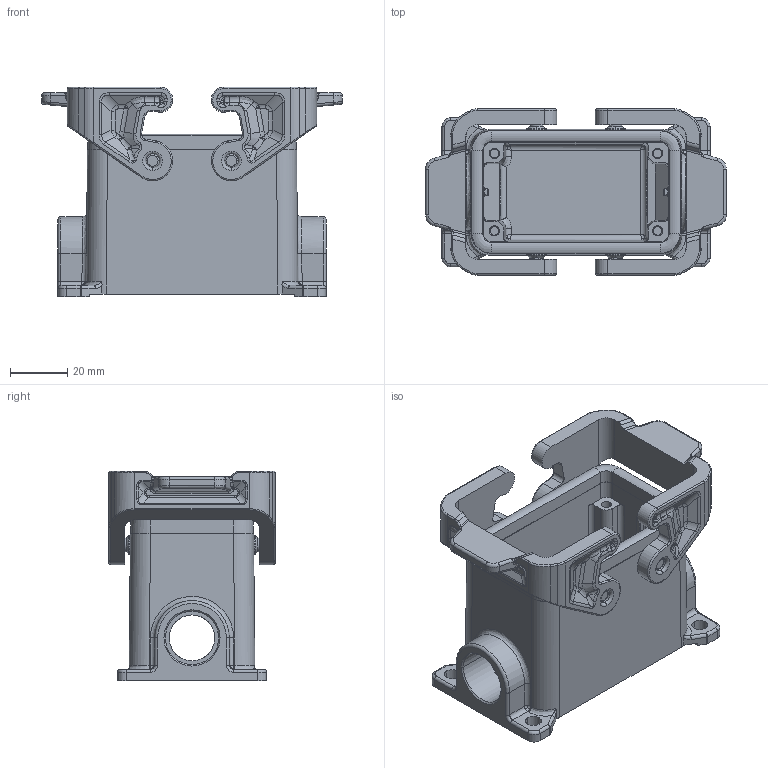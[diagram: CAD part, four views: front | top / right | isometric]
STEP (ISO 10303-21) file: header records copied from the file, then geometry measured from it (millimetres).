
FILE_DESCRIPTION(('Creo Elements/Direct Modeling STEP Export'),'2;1');
FILE_NAME('0ln7uvk5tno1e3e968','2023-11-15T16:05:48',(''),(''),'Creo Elements/Direct Modeling STEP processor for AP214 (Solid Model)','Creo Elements/Direct Modeling 20.1B 02-Apr-2019 (C) Parametric Technology GmbH','');
FILE_SCHEMA(('AUTOMOTIVE_DESIGN { 1 0 10303 214 1 1 1 1 }'));
Products named in the file (2): JMPP 10.220
Assembly tree (1 placements, depth 2):
  JMPP 10.220
    JMPP 10.220
Bounding box: 105 x 58.07 x 73.2 mm (x, y, z)
Volume: 100686.4 mm3; surface area: 46291 mm2
Topology: 1 solids, 1 shells, 889 faces, 2170 edges, 1295 vertices
Faces by surface type: cylinder 320, bspline 280, plane 171, torus 78, cone 36, sphere 4
Entity records: 82169 total; most frequent: CARTESIAN_POINT 57515, ORIENTED_EDGE 4324, DIRECTION 2767, EDGE_CURVE 2162, VERTEX_POINT 1295, AXIS2_PLACEMENT_3D 1023, EDGE_LOOP 925, COLOUR_RGB 890
